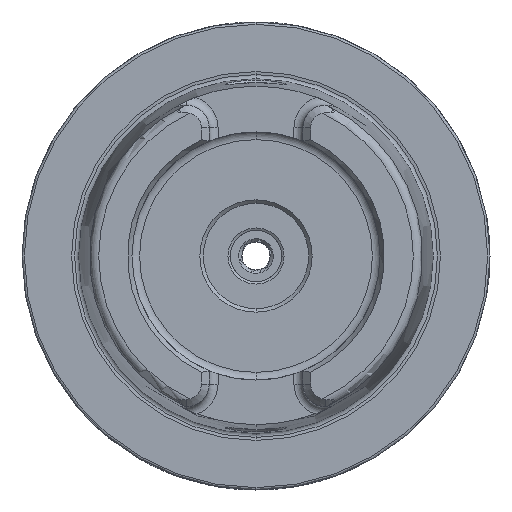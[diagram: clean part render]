
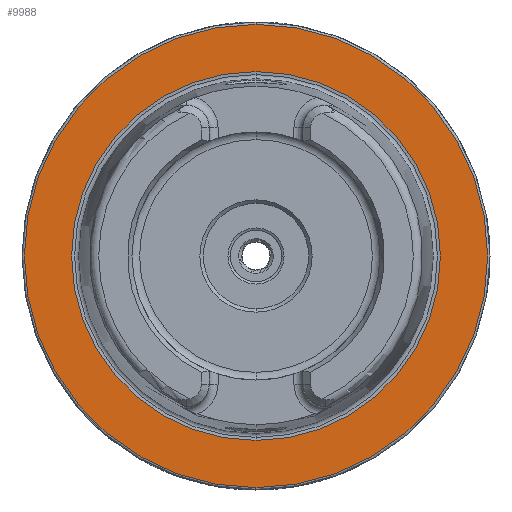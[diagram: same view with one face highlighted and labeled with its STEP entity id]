
A CAD part, left-side view. The second image highlights one B-rep face of the part: STEP entity #9988.
In plain terms, the highlighted planar face has unit normal (-1, 0, 0).
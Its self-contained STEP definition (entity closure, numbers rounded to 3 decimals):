
#532 = CIRCLE ( 'NONE', #9149, 39.405 ) ;
#535 = DIRECTION ( 'NONE',  ( 0., 0., 1. ) ) ;
#618 = FACE_OUTER_BOUND ( 'NONE', #9623, .T. ) ;
#668 = CARTESIAN_POINT ( 'NONE',  ( 0., 0., 39.405 ) ) ;
#1388 = CIRCLE ( 'NONE', #8022, 39.405 ) ;
#2201 = VERTEX_POINT ( 'NONE', #6742 ) ;
#2381 = DIRECTION ( 'NONE',  ( -1., 0., 0. ) ) ;
#2476 = AXIS2_PLACEMENT_3D ( 'NONE', #5039, #5116, #11736 ) ;
#3461 = CARTESIAN_POINT ( 'NONE',  ( 0., 0., 0. ) ) ;
#3903 = CARTESIAN_POINT ( 'NONE',  ( 0., 0., 0. ) ) ;
#4425 = DIRECTION ( 'NONE',  ( 0., 0., 1. ) ) ;
#4767 = VERTEX_POINT ( 'NONE', #10703 ) ;
#4879 = DIRECTION ( 'NONE',  ( 0., 0., 1. ) ) ;
#4992 = CIRCLE ( 'NONE', #11707, 49.5 ) ;
#5039 = CARTESIAN_POINT ( 'NONE',  ( 0., 49.5, 0. ) ) ;
#5116 = DIRECTION ( 'NONE',  ( 1., 0., 0. ) ) ;
#5413 = AXIS2_PLACEMENT_3D ( 'NONE', #3903, #10563, #4879 ) ;
#5444 = VERTEX_POINT ( 'NONE', #5975 ) ;
#5568 = CIRCLE ( 'NONE', #5413, 49.5 ) ;
#5703 = VERTEX_POINT ( 'NONE', #668 ) ;
#5975 = CARTESIAN_POINT ( 'NONE',  ( 0., 0., 49.5 ) ) ;
#6267 = DIRECTION ( 'NONE',  ( -1., 0., 0. ) ) ;
#6280 = EDGE_LOOP ( 'NONE', ( #7744, #9312 ) ) ;
#6742 = CARTESIAN_POINT ( 'NONE',  ( 0., 0., -49.5 ) ) ;
#7025 = ORIENTED_EDGE ( 'NONE', *, *, #11466, .T. ) ;
#7166 = EDGE_CURVE ( 'NONE', #4767, #5703, #532, .T. ) ;
#7742 = EDGE_CURVE ( 'NONE', #5703, #4767, #1388, .T. ) ;
#7744 = ORIENTED_EDGE ( 'NONE', *, *, #7742, .F. ) ;
#7785 = ORIENTED_EDGE ( 'NONE', *, *, #8616, .T. ) ;
#8022 = AXIS2_PLACEMENT_3D ( 'NONE', #3461, #10115, #4425 ) ;
#8108 = CARTESIAN_POINT ( 'NONE',  ( 0., 0., 0. ) ) ;
#8234 = FACE_BOUND ( 'NONE', #6280, .T. ) ;
#8616 = EDGE_CURVE ( 'NONE', #2201, #5444, #5568, .T. ) ;
#9081 = DIRECTION ( 'NONE',  ( 0., 0., 1. ) ) ;
#9149 = AXIS2_PLACEMENT_3D ( 'NONE', #8108, #2381, #9081 ) ;
#9312 = ORIENTED_EDGE ( 'NONE', *, *, #7166, .F. ) ;
#9623 = EDGE_LOOP ( 'NONE', ( #7025, #7785 ) ) ;
#9806 = PLANE ( 'NONE',  #2476 ) ;
#9988 = ADVANCED_FACE ( 'NONE', ( #8234, #618 ), #9806, .F. ) ;
#10115 = DIRECTION ( 'NONE',  ( -1., 0., 0. ) ) ;
#10563 = DIRECTION ( 'NONE',  ( -1., 0., 0. ) ) ;
#10703 = CARTESIAN_POINT ( 'NONE',  ( 0., 0., -39.405 ) ) ;
#11466 = EDGE_CURVE ( 'NONE', #5444, #2201, #4992, .T. ) ;
#11707 = AXIS2_PLACEMENT_3D ( 'NONE', #11926, #6267, #535 ) ;
#11736 = DIRECTION ( 'NONE',  ( 0., 0., -1. ) ) ;
#11926 = CARTESIAN_POINT ( 'NONE',  ( 0., 0., 0. ) ) ;
